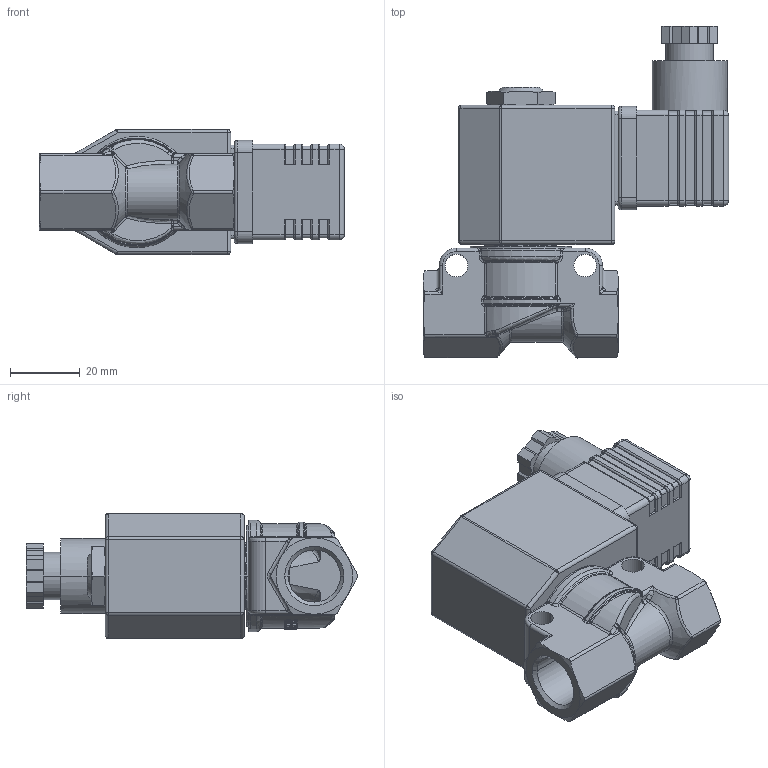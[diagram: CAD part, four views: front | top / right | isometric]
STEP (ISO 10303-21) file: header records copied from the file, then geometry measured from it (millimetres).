
FILE_DESCRIPTION((''),'2;1');
FILE_NAME('EBV-153-AXX-3-8X-0XXDC-S9_ASM','2013-05-22T',('avs330'),(''),'PRO/ENGINEER BY PARAMETRIC TECHNOLOGY CORPORATION, 2010430','PRO/ENGINEER BY PARAMETRIC TECHNOLOGY CORPORATION, 2010430','');
FILE_SCHEMA(('CONFIG_CONTROL_DESIGN'));
Length unit declared in the file: millimetre
Products named in the file (10): 627251B_EBM-103-A00-000B-O_256; 251709_256M-1-4; 627251B_EBM-103-A00-000B-0_AF10_ASM; 500627_ADAPTERSTUECK_EBV-150; 500516_XDV-110-A60-3-80-03; EBV-153-AXX-3-8X-00_ASM; 746205B_E36-SPULE_UMPR_12VDC16W; E36-0__-_-S0_ASM; 701021B_ESG-182-09-N-G11; EBV-153-AXX-3-8X-0XXDC-S9_ASM
Assembly tree (9 placements, depth 4):
  EBV-153-AXX-3-8X-0XXDC-S9_ASM
    EBV-153-AXX-3-8X-00_ASM
      627251B_EBM-103-A00-000B-0_AF10_ASM
        627251B_EBM-103-A00-000B-O_256
        251709_256M-1-4
      500627_ADAPTERSTUECK_EBV-150
      500516_XDV-110-A60-3-80-03
    E36-0__-_-S0_ASM
      746205B_E36-SPULE_UMPR_12VDC16W
    701021B_ESG-182-09-N-G11
Bounding box: 87.7 x 95.4 x 36 mm (x, y, z)
Volume: 109849.7 mm3; surface area: 37835.5 mm2
Topology: 8 solids, 8 shells, 1185 faces, 2795 edges, 1660 vertices
Faces by surface type: cylinder 373, plane 335, bspline 239, torus 120, cone 90, sphere 28
Entity records: 44625 total; most frequent: CARTESIAN_POINT 18663, ORIENTED_EDGE 5578, DIRECTION 5169, EDGE_CURVE 2789, AXIS2_PLACEMENT_3D 2014, VERTEX_POINT 1660, EDGE_LOOP 1249, FACE_OUTER_BOUND 1185
